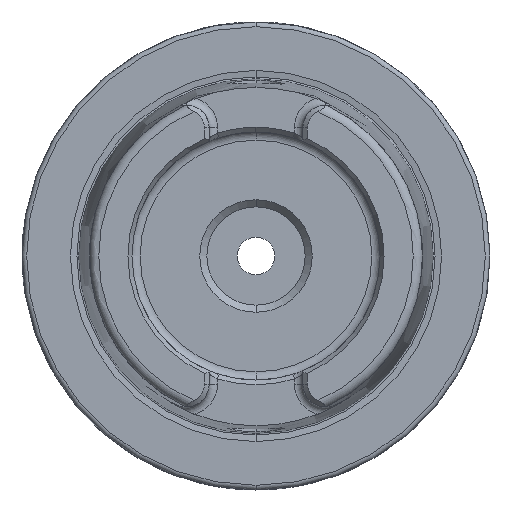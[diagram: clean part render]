
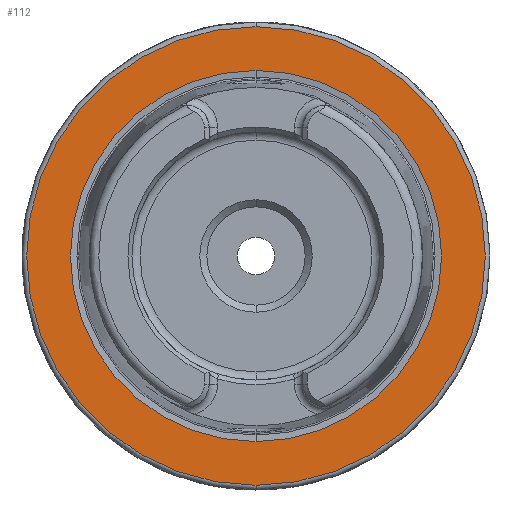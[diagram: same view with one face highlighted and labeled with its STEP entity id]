
A CAD part, left-side view. The second image highlights one B-rep face of the part: STEP entity #112.
In plain terms, the highlighted planar face has unit normal (-1, 0, 0).
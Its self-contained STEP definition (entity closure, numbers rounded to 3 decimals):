
#99 = CARTESIAN_POINT ( 'NONE',  ( 0., 0., 0. ) ) ;
#112 = ADVANCED_FACE ( 'NONE', ( #1501, #4444 ), #7411, .T. ) ;
#322 = CIRCLE ( 'NONE', #2341, 39.647 ) ;
#673 = DIRECTION ( 'NONE',  ( 0., 0., -1. ) ) ;
#710 = ORIENTED_EDGE ( 'NONE', *, *, #6091, .F. ) ;
#1138 = ORIENTED_EDGE ( 'NONE', *, *, #6734, .F. ) ;
#1215 = CIRCLE ( 'NONE', #4870, 49. ) ;
#1281 = DIRECTION ( 'NONE',  ( 1., 0., 0. ) ) ;
#1356 = CARTESIAN_POINT ( 'NONE',  ( 0., 0., 0. ) ) ;
#1361 = CARTESIAN_POINT ( 'NONE',  ( 0., 0., 39.647 ) ) ;
#1392 = DIRECTION ( 'NONE',  ( 1., 0., 0. ) ) ;
#1501 = FACE_BOUND ( 'NONE', #3052, .T. ) ;
#1534 = DIRECTION ( 'NONE',  ( 0., 0., -1. ) ) ;
#1787 = CARTESIAN_POINT ( 'NONE',  ( 0., 0., 0. ) ) ;
#1922 = AXIS2_PLACEMENT_3D ( 'NONE', #5741, #5102, #6426 ) ;
#1968 = DIRECTION ( 'NONE',  ( 0., 0., -1. ) ) ;
#2341 = AXIS2_PLACEMENT_3D ( 'NONE', #1356, #1392, #1534 ) ;
#2458 = CARTESIAN_POINT ( 'NONE',  ( 0., 0., 49. ) ) ;
#2513 = AXIS2_PLACEMENT_3D ( 'NONE', #6859, #3930, #4407 ) ;
#3010 = VERTEX_POINT ( 'NONE', #2458 ) ;
#3052 = EDGE_LOOP ( 'NONE', ( #5961, #4056 ) ) ;
#3164 = VERTEX_POINT ( 'NONE', #1361 ) ;
#3833 = EDGE_CURVE ( 'NONE', #4395, #3164, #7123, .T. ) ;
#3930 = DIRECTION ( 'NONE',  ( -1., 0., 0. ) ) ;
#4056 = ORIENTED_EDGE ( 'NONE', *, *, #3833, .T. ) ;
#4395 = VERTEX_POINT ( 'NONE', #4531 ) ;
#4407 = DIRECTION ( 'NONE',  ( 0., 0., 1. ) ) ;
#4444 = FACE_OUTER_BOUND ( 'NONE', #6313, .T. ) ;
#4531 = CARTESIAN_POINT ( 'NONE',  ( 0., 0., -39.647 ) ) ;
#4870 = AXIS2_PLACEMENT_3D ( 'NONE', #1787, #1281, #673 ) ;
#4928 = CARTESIAN_POINT ( 'NONE',  ( 0., 0., -49. ) ) ;
#5102 = DIRECTION ( 'NONE',  ( 1., 0., 0. ) ) ;
#5741 = CARTESIAN_POINT ( 'NONE',  ( 0., 0., 0. ) ) ;
#5961 = ORIENTED_EDGE ( 'NONE', *, *, #6968, .T. ) ;
#6091 = EDGE_CURVE ( 'NONE', #3010, #7765, #6537, .T. ) ;
#6313 = EDGE_LOOP ( 'NONE', ( #1138, #710 ) ) ;
#6426 = DIRECTION ( 'NONE',  ( 0., 0., -1. ) ) ;
#6537 = CIRCLE ( 'NONE', #7654, 49. ) ;
#6734 = EDGE_CURVE ( 'NONE', #7765, #3010, #1215, .T. ) ;
#6859 = CARTESIAN_POINT ( 'NONE',  ( 0., 39.647, 0. ) ) ;
#6968 = EDGE_CURVE ( 'NONE', #3164, #4395, #322, .T. ) ;
#7123 = CIRCLE ( 'NONE', #1922, 39.647 ) ;
#7411 = PLANE ( 'NONE',  #2513 ) ;
#7442 = DIRECTION ( 'NONE',  ( 1., 0., 0. ) ) ;
#7654 = AXIS2_PLACEMENT_3D ( 'NONE', #99, #7442, #1968 ) ;
#7765 = VERTEX_POINT ( 'NONE', #4928 ) ;
